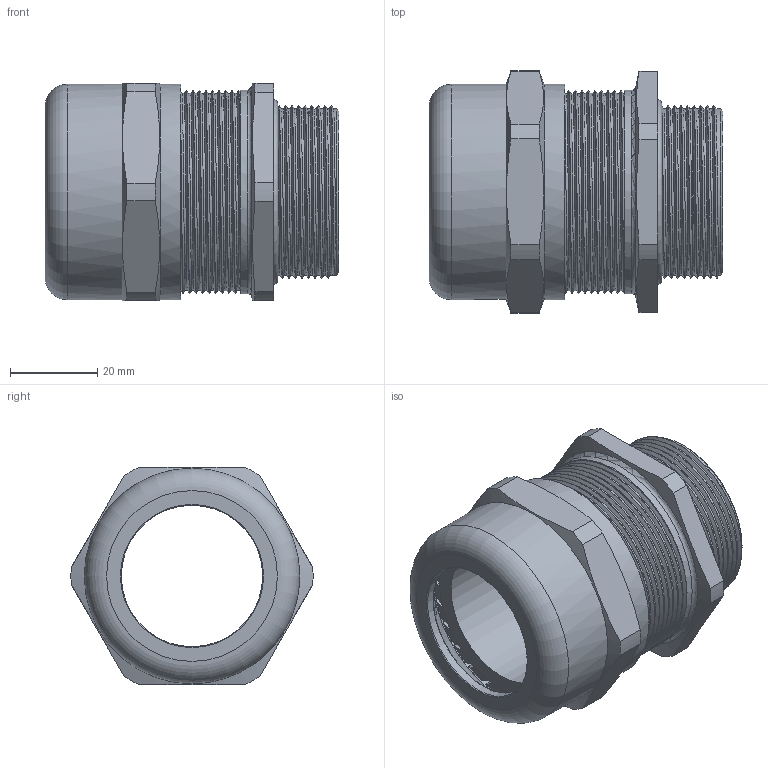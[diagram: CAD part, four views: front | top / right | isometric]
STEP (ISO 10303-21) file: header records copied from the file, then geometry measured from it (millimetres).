
FILE_DESCRIPTION(/* description */ ('Euro-Top MS RAIL M 40x1,5, KB: 22-32 mm, L= 9 mm'),/* implementation_level */ '2;1');
FILE_NAME(/* name */ 'R60480541-RST.stp',/* time_stamp */ '2022-02-03T14:19:54+01:00',/* author */ ('sl'),/* organization */ (''),/* preprocessor_version */ 'ST-DEVELOPER v16.5',/* originating_system */ 'Autodesk Inventor 2017',/* authorisation */ '');
FILE_SCHEMA (('AUTOMOTIVE_DESIGN { 1 0 10303 214 3 1 1 }'));
Length unit declared in the file: millimetre
Products named in the file (6): R60480541; 60080532; 60080541; 60080541_1; R60480541_1; 60080541_2
Assembly tree (5 placements, depth 2):
  R60480541
    60080532
    60080541
    60080541_1
    R60480541_1
    60080541_2
Bounding box: 67.52 x 55.58 x 50 mm (x, y, z)
Volume: 43579.3 mm3; surface area: 44562.6 mm2
Topology: 5 solids, 5 shells, 321 faces, 883 edges, 578 vertices
Faces by surface type: plane 154, cylinder 114, torus 32, cone 15, bspline 6
Full cylindrical faces by diameter (mm): 32.47 x1, 32.5 x1, 33.8 x1, 34.96 x1, 37.16 x1, 38.14 x1, 40 x1, 40.38 x1, 40.4 x1, 40.55 x1, 44.05 x1, 45.45 x14, 45.55 x2, 46.81 x11, 49.47 x1, 49.5 x1
Entity records: 15709 total; most frequent: CARTESIAN_POINT 8163, DIRECTION 1595, ORIENTED_EDGE 1522, EDGE_CURVE 761, AXIS2_PLACEMENT_3D 630, VERTEX_POINT 516, EDGE_LOOP 347, LINE 335
